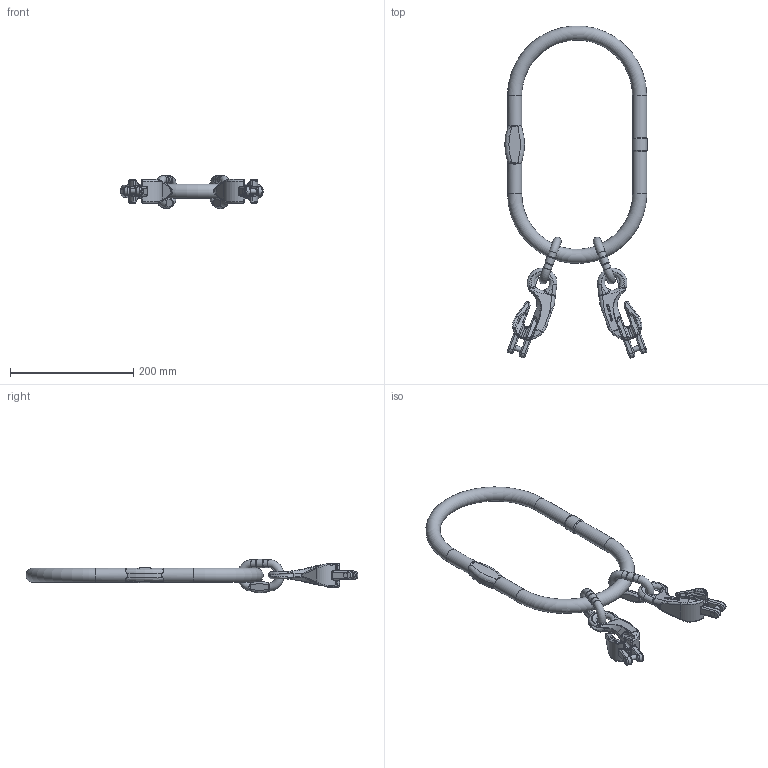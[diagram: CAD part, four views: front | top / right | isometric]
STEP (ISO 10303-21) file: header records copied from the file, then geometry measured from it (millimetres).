
FILE_DESCRIPTION(/* description */ (''),/* implementation_level */ '2;1');
FILE_NAME(/* name */ 'pewag_LXKW_2-8',/* time_stamp */ '2010-03-03T15:26:49+01:00',/* author */ (''),/* organization */ (''),/* preprocessor_version */ 'ST-DEVELOPER v9',/* originating_system */ 'UGS - NX 4.0',/* authorisation */ '');
FILE_SCHEMA (('AUTOMOTIVE_DESIGN { 1 0 10303 214 1 1 1 1 }'));
Length unit declared in the file: millimetre
Products named in the file (1): rit7E48ozaa
Bounding box: 231.46 x 539.34 x 54.06 mm (x, y, z)
Volume: 631194.8 mm3; surface area: 126739.6 mm2
Topology: 7 solids, 7 shells, 1047 faces, 2657 edges, 1624 vertices
Faces by surface type: plane 272, cylinder 243, bspline 232, extrusion 186, torus 76, sphere 24, cone 14
Full cylindrical faces by diameter (mm): 8 x6, 13 x4, 13.975 x2, 23 x4, 24.725 x1
Entity records: 38471 total; most frequent: CARTESIAN_POINT 15796, ORIENTED_EDGE 5184, DIRECTION 3904, EDGE_CURVE 2592, VERTEX_POINT 1608, AXIS2_PLACEMENT_3D 1446, B_SPLINE_CURVE_WITH_KNOTS 1114, EDGE_LOOP 1114
